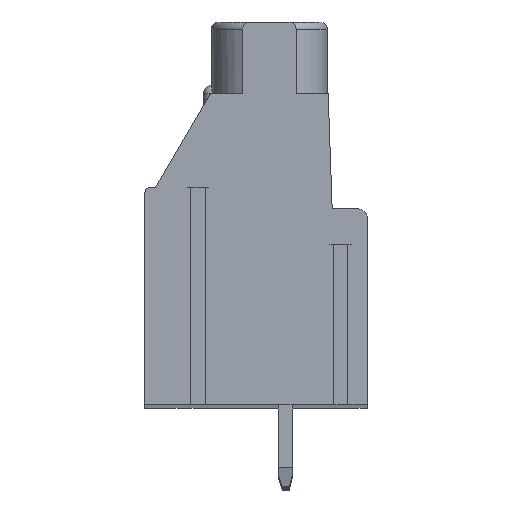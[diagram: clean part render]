
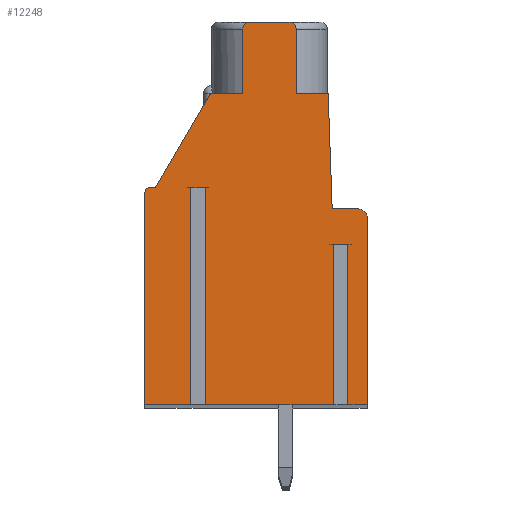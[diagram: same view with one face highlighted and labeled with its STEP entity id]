
A CAD part, top view. The second image highlights one B-rep face of the part: STEP entity #12248.
In plain terms, the highlighted planar face has unit normal (0, 0, 1).
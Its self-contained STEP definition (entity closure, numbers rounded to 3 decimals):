
#27=DIRECTION('',(-1.,0.,0.));
#28=VECTOR('',#27,0.82);
#29=CARTESIAN_POINT('',(-2.09,1.2,102.87));
#30=LINE('',#29,#28);
#31=DIRECTION('',(0.,1.,0.));
#32=VECTOR('',#31,12.2);
#33=CARTESIAN_POINT('',(-2.91,-11.,102.87));
#34=LINE('',#33,#32);
#35=DIRECTION('',(1.,0.,0.));
#36=VECTOR('',#35,2.59);
#37=CARTESIAN_POINT('',(-5.5,-11.,102.87));
#38=LINE('',#37,#36);
#39=DIRECTION('',(0.,-1.,0.));
#40=VECTOR('',#39,11.9);
#41=CARTESIAN_POINT('',(-5.5,0.9,102.87));
#42=LINE('',#41,#40);
#43=CARTESIAN_POINT('',(-5.2,0.9,102.87));
#44=DIRECTION('',(0.,0.,1.));
#45=DIRECTION('',(0.,1.,0.));
#46=AXIS2_PLACEMENT_3D('',#43,#44,#45);
#48=DIRECTION('',(-1.,0.,0.));
#49=VECTOR('',#48,0.3);
#50=CARTESIAN_POINT('',(-4.9,1.2,102.87));
#51=LINE('',#50,#49);
#52=DIRECTION('',(-0.505,-0.863,0.));
#53=VECTOR('',#52,6.14);
#54=CARTESIAN_POINT('',(-1.8,6.5,102.87));
#55=LINE('',#54,#53);
#56=DIRECTION('',(-1.,0.,0.));
#57=VECTOR('',#56,1.8);
#58=CARTESIAN_POINT('',(0.,6.5,102.87));
#59=LINE('',#58,#57);
#60=DIRECTION('',(0.,-1.,0.));
#61=VECTOR('',#60,3.6);
#62=CARTESIAN_POINT('',(0.,10.1,102.87));
#63=LINE('',#62,#61);
#64=CARTESIAN_POINT('',(0.4,10.1,102.87));
#65=DIRECTION('',(0.,0.,1.));
#66=DIRECTION('',(0.,1.,0.));
#67=AXIS2_PLACEMENT_3D('',#64,#65,#66);
#69=DIRECTION('',(-1.,0.,0.));
#70=VECTOR('',#69,2.2);
#71=CARTESIAN_POINT('',(2.6,10.5,102.87));
#72=LINE('',#71,#70);
#73=CARTESIAN_POINT('',(2.6,10.1,102.87));
#74=DIRECTION('',(0.,0.,1.));
#75=DIRECTION('',(1.,0.,0.));
#76=AXIS2_PLACEMENT_3D('',#73,#74,#75);
#78=DIRECTION('',(0.,1.,0.));
#79=VECTOR('',#78,3.6);
#80=CARTESIAN_POINT('',(3.,6.5,102.87));
#81=LINE('',#80,#79);
#82=DIRECTION('',(-1.,0.,0.));
#83=VECTOR('',#82,1.8);
#84=CARTESIAN_POINT('',(4.8,6.5,102.87));
#85=LINE('',#84,#83);
#86=DIRECTION('',(-0.035,0.999,0.));
#87=VECTOR('',#86,6.504);
#88=CARTESIAN_POINT('',(5.027,0.,102.87));
#89=LINE('',#88,#87);
#90=DIRECTION('',(-1.,0.,0.));
#91=VECTOR('',#90,1.473);
#92=CARTESIAN_POINT('',(6.5,0.,102.87));
#93=LINE('',#92,#91);
#94=CARTESIAN_POINT('',(6.5,-0.5,102.87));
#95=DIRECTION('',(0.,0.,1.));
#96=DIRECTION('',(1.,0.,0.));
#97=AXIS2_PLACEMENT_3D('',#94,#95,#96);
#99=DIRECTION('',(0.,1.,0.));
#100=VECTOR('',#99,10.5);
#101=CARTESIAN_POINT('',(7.,-11.,102.87));
#102=LINE('',#101,#100);
#103=DIRECTION('',(1.,0.,0.));
#104=VECTOR('',#103,1.09);
#105=CARTESIAN_POINT('',(5.91,-11.,102.87));
#106=LINE('',#105,#104);
#107=DIRECTION('',(0.,1.,0.));
#108=VECTOR('',#107,9.);
#109=CARTESIAN_POINT('',(5.91,-11.,102.87));
#110=LINE('',#109,#108);
#111=DIRECTION('',(-1.,0.,0.));
#112=VECTOR('',#111,0.82);
#113=CARTESIAN_POINT('',(5.91,-2.,102.87));
#114=LINE('',#113,#112);
#115=DIRECTION('',(0.,1.,0.));
#116=VECTOR('',#115,9.);
#117=CARTESIAN_POINT('',(5.09,-11.,102.87));
#118=LINE('',#117,#116);
#119=DIRECTION('',(1.,0.,0.));
#120=VECTOR('',#119,7.18);
#121=CARTESIAN_POINT('',(-2.09,-11.,102.87));
#122=LINE('',#121,#120);
#123=DIRECTION('',(0.,1.,0.));
#124=VECTOR('',#123,12.2);
#125=CARTESIAN_POINT('',(-2.09,-11.,102.87));
#126=LINE('',#125,#124);
#9671=CARTESIAN_POINT('',(7.,-11.,102.87));
#9672=CARTESIAN_POINT('',(7.,-0.5,102.87));
#9673=VERTEX_POINT('',#9671);
#9674=VERTEX_POINT('',#9672);
#9675=CARTESIAN_POINT('',(6.5,0.,102.87));
#9676=VERTEX_POINT('',#9675);
#9677=CARTESIAN_POINT('',(5.027,0.,102.87));
#9678=VERTEX_POINT('',#9677);
#9679=CARTESIAN_POINT('',(4.8,6.5,102.87));
#9680=VERTEX_POINT('',#9679);
#9681=CARTESIAN_POINT('',(3.,6.5,102.87));
#9682=VERTEX_POINT('',#9681);
#9683=CARTESIAN_POINT('',(3.,10.1,102.87));
#9684=VERTEX_POINT('',#9683);
#9685=CARTESIAN_POINT('',(2.6,10.5,102.87));
#9686=VERTEX_POINT('',#9685);
#9687=CARTESIAN_POINT('',(0.4,10.5,102.87));
#9688=VERTEX_POINT('',#9687);
#9689=CARTESIAN_POINT('',(0.,10.1,102.87));
#9690=VERTEX_POINT('',#9689);
#9691=CARTESIAN_POINT('',(0.,6.5,102.87));
#9692=VERTEX_POINT('',#9691);
#9693=CARTESIAN_POINT('',(-1.8,6.5,102.87));
#9694=VERTEX_POINT('',#9693);
#9695=CARTESIAN_POINT('',(-4.9,1.2,102.87));
#9696=VERTEX_POINT('',#9695);
#9697=CARTESIAN_POINT('',(-5.2,1.2,102.87));
#9698=VERTEX_POINT('',#9697);
#9699=CARTESIAN_POINT('',(-5.5,0.9,102.87));
#9700=VERTEX_POINT('',#9699);
#9701=CARTESIAN_POINT('',(-5.5,-11.,102.87));
#9702=VERTEX_POINT('',#9701);
#9823=CARTESIAN_POINT('',(5.91,-2.,102.87));
#9824=CARTESIAN_POINT('',(5.09,-2.,102.87));
#9825=VERTEX_POINT('',#9823);
#9826=VERTEX_POINT('',#9824);
#9827=CARTESIAN_POINT('',(5.09,-11.,102.87));
#9828=VERTEX_POINT('',#9827);
#9829=CARTESIAN_POINT('',(5.91,-11.,102.87));
#9830=VERTEX_POINT('',#9829);
#9847=CARTESIAN_POINT('',(-2.09,1.2,102.87));
#9848=CARTESIAN_POINT('',(-2.91,1.2,102.87));
#9849=VERTEX_POINT('',#9847);
#9850=VERTEX_POINT('',#9848);
#9851=CARTESIAN_POINT('',(-2.09,-11.,102.87));
#9852=VERTEX_POINT('',#9851);
#9853=CARTESIAN_POINT('',(-2.91,-11.,102.87));
#9854=VERTEX_POINT('',#9853);
#12193=CARTESIAN_POINT('',(0.,0.,102.87));
#12194=DIRECTION('',(0.,0.,1.));
#12195=DIRECTION('',(1.,0.,0.));
#12196=AXIS2_PLACEMENT_3D('',#12193,#12194,#12195);
#12197=PLANE('',#12196);
#12199=ORIENTED_EDGE('',*,*,#12198,.T.);
#12201=ORIENTED_EDGE('',*,*,#12200,.F.);
#12203=ORIENTED_EDGE('',*,*,#12202,.F.);
#12205=ORIENTED_EDGE('',*,*,#12204,.F.);
#12207=ORIENTED_EDGE('',*,*,#12206,.F.);
#12209=ORIENTED_EDGE('',*,*,#12208,.F.);
#12211=ORIENTED_EDGE('',*,*,#12210,.F.);
#12213=ORIENTED_EDGE('',*,*,#12212,.F.);
#12215=ORIENTED_EDGE('',*,*,#12214,.F.);
#12217=ORIENTED_EDGE('',*,*,#12216,.F.);
#12219=ORIENTED_EDGE('',*,*,#12218,.F.);
#12221=ORIENTED_EDGE('',*,*,#12220,.F.);
#12223=ORIENTED_EDGE('',*,*,#12222,.F.);
#12225=ORIENTED_EDGE('',*,*,#12224,.F.);
#12227=ORIENTED_EDGE('',*,*,#12226,.F.);
#12229=ORIENTED_EDGE('',*,*,#12228,.F.);
#12231=ORIENTED_EDGE('',*,*,#12230,.F.);
#12233=ORIENTED_EDGE('',*,*,#12232,.F.);
#12235=ORIENTED_EDGE('',*,*,#12234,.F.);
#12237=ORIENTED_EDGE('',*,*,#12236,.T.);
#12239=ORIENTED_EDGE('',*,*,#12238,.T.);
#12241=ORIENTED_EDGE('',*,*,#12240,.F.);
#12243=ORIENTED_EDGE('',*,*,#12242,.F.);
#12245=ORIENTED_EDGE('',*,*,#12244,.T.);
#12246=EDGE_LOOP('',(#12199,#12201,#12203,#12205,#12207,#12209,#12211,#12213,
#12215,#12217,#12219,#12221,#12223,#12225,#12227,#12229,#12231,#12233,#12235,
#12237,#12239,#12241,#12243,#12245));
#12247=FACE_OUTER_BOUND('',#12246,.F.);
#47=CIRCLE('',#46,0.3);
#68=CIRCLE('',#67,0.4);
#77=CIRCLE('',#76,0.4);
#98=CIRCLE('',#97,0.5);
#12198=EDGE_CURVE('',#9849,#9850,#30,.T.);
#12200=EDGE_CURVE('',#9854,#9850,#34,.T.);
#12202=EDGE_CURVE('',#9702,#9854,#38,.T.);
#12204=EDGE_CURVE('',#9700,#9702,#42,.T.);
#12206=EDGE_CURVE('',#9698,#9700,#47,.T.);
#12208=EDGE_CURVE('',#9696,#9698,#51,.T.);
#12210=EDGE_CURVE('',#9694,#9696,#55,.T.);
#12212=EDGE_CURVE('',#9692,#9694,#59,.T.);
#12214=EDGE_CURVE('',#9690,#9692,#63,.T.);
#12216=EDGE_CURVE('',#9688,#9690,#68,.T.);
#12218=EDGE_CURVE('',#9686,#9688,#72,.T.);
#12220=EDGE_CURVE('',#9684,#9686,#77,.T.);
#12222=EDGE_CURVE('',#9682,#9684,#81,.T.);
#12224=EDGE_CURVE('',#9680,#9682,#85,.T.);
#12226=EDGE_CURVE('',#9678,#9680,#89,.T.);
#12228=EDGE_CURVE('',#9676,#9678,#93,.T.);
#12230=EDGE_CURVE('',#9674,#9676,#98,.T.);
#12232=EDGE_CURVE('',#9673,#9674,#102,.T.);
#12234=EDGE_CURVE('',#9830,#9673,#106,.T.);
#12236=EDGE_CURVE('',#9830,#9825,#110,.T.);
#12238=EDGE_CURVE('',#9825,#9826,#114,.T.);
#12240=EDGE_CURVE('',#9828,#9826,#118,.T.);
#12242=EDGE_CURVE('',#9852,#9828,#122,.T.);
#12244=EDGE_CURVE('',#9852,#9849,#126,.T.);
#12248=ADVANCED_FACE('',(#12247),#12197,.T.);
